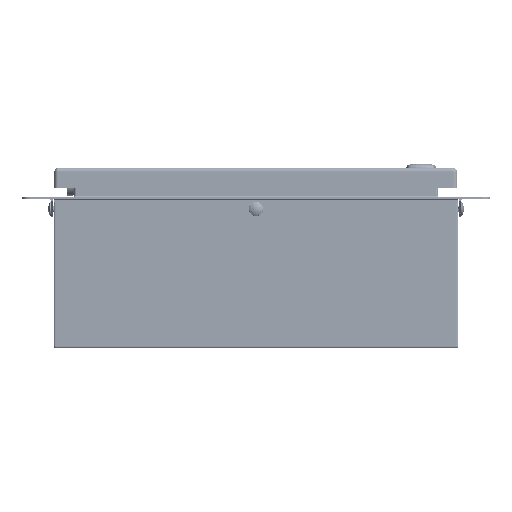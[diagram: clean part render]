
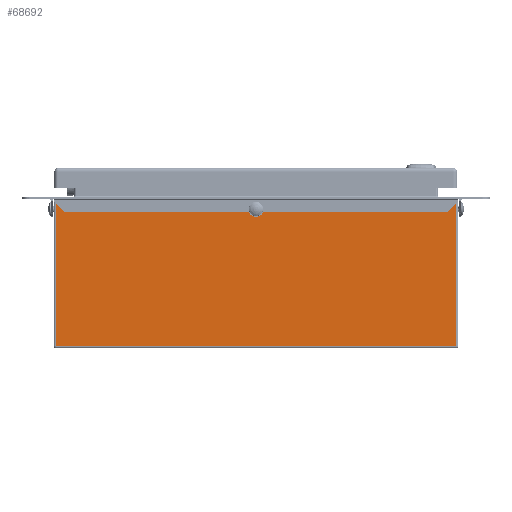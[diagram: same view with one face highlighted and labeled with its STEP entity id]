
A CAD part, front view. The second image highlights one B-rep face of the part: STEP entity #68692.
In plain terms, the highlighted planar face has unit normal (0, -1, 0).
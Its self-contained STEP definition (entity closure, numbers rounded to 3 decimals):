
#1582=FACE_BOUND('',#20946,.T.);
#6988=LINE('',#96636,#11272);
#6994=LINE('',#96654,#11278);
#6998=LINE('',#96671,#11282);
#7031=LINE('',#96832,#11315);
#11272=VECTOR('',#80068,0.394);
#11278=VECTOR('',#80088,0.394);
#11282=VECTOR('',#80106,0.394);
#11315=VECTOR('',#80291,0.394);
#16692=FACE_OUTER_BOUND('',#20945,.T.);
#20945=EDGE_LOOP('',(#45858,#45859,#45860,#45861));
#20946=EDGE_LOOP('',(#45862));
#25325=CIRCLE('',#73755,0.145);
#27891=VERTEX_POINT('',#96061);
#27976=VERTEX_POINT('',#96627);
#27979=VERTEX_POINT('',#96634);
#27984=VERTEX_POINT('',#96653);
#27989=VERTEX_POINT('',#96664);
#34655=EDGE_CURVE('',#27891,#27891,#25325,.T.);
#34793=EDGE_CURVE('',#27979,#27976,#6988,.T.);
#34802=EDGE_CURVE('',#27976,#27984,#6994,.T.);
#34811=EDGE_CURVE('',#27984,#27989,#6998,.T.);
#34892=EDGE_CURVE('',#27989,#27979,#7031,.T.);
#45858=ORIENTED_EDGE('',*,*,#34793,.F.);
#45859=ORIENTED_EDGE('',*,*,#34892,.F.);
#45860=ORIENTED_EDGE('',*,*,#34811,.F.);
#45861=ORIENTED_EDGE('',*,*,#34802,.F.);
#45862=ORIENTED_EDGE('',*,*,#34655,.T.);
#67148=PLANE('',#73961);
#68692=ADVANCED_FACE('',(#16692,#1582),#67148,.F.);
#73755=AXIS2_PLACEMENT_3D('',#96063,#79772,#79773);
#73961=AXIS2_PLACEMENT_3D('',#96831,#80289,#80290);
#79772=DIRECTION('center_axis',(0.,1.,0.));
#79773=DIRECTION('ref_axis',(-1.,0.,0.));
#80068=DIRECTION('',(0.,0.,1.));
#80088=DIRECTION('',(1.,0.,0.));
#80106=DIRECTION('',(0.,0.,-1.));
#80289=DIRECTION('center_axis',(0.,1.,0.));
#80290=DIRECTION('ref_axis',(0.,0.,1.));
#80291=DIRECTION('',(-1.,0.,0.));
#96061=CARTESIAN_POINT('',(0.145,-8.,5.514));
#96063=CARTESIAN_POINT('Origin',(0.,-8.,
5.514));
#96627=CARTESIAN_POINT('',(-7.916,-8.,5.916));
#96634=CARTESIAN_POINT('',(-7.916,-8.,0.084));
#96636=CARTESIAN_POINT('',(-7.916,-8.,5.916));
#96653=CARTESIAN_POINT('',(7.916,-8.,5.916));
#96654=CARTESIAN_POINT('',(-7.078,-8.,5.916));
#96664=CARTESIAN_POINT('',(7.916,-8.,0.084));
#96671=CARTESIAN_POINT('',(7.916,-8.,5.916));
#96831=CARTESIAN_POINT('Origin',(7.078,-8.,5.916));
#96832=CARTESIAN_POINT('',(7.518,-8.,0.084));
